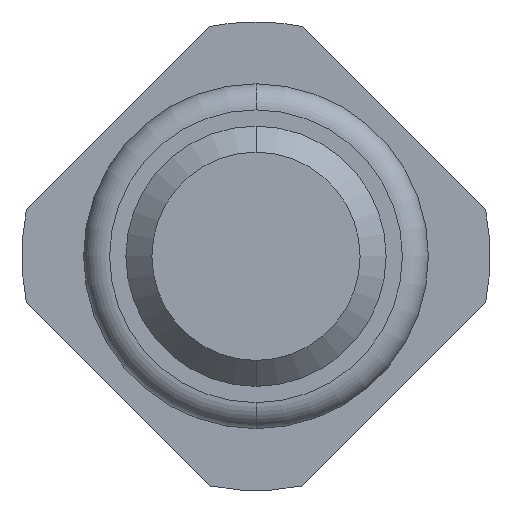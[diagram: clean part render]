
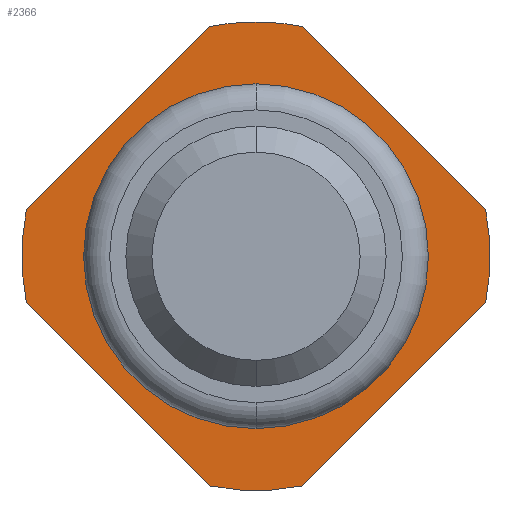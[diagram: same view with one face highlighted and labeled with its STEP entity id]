
A CAD part, front view. The second image highlights one B-rep face of the part: STEP entity #2366.
In plain terms, the highlighted planar face has unit normal (0, -1, 0).
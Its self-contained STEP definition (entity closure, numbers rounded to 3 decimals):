
#22 = FACE_BOUND ( 'NONE', #443, .T. ) ;
#28 = VERTEX_POINT ( 'NONE', #2501 ) ;
#68 = CIRCLE ( 'NONE', #3182, 1.325 ) ;
#179 = DIRECTION ( 'NONE',  ( 0., 0., 1. ) ) ;
#186 = EDGE_CURVE ( 'Defeature ausgef�hrt3_1+Defeature ausgef�hrt3_0+Defeature ausgef�hrt3_18+Defeature ausgef�hrt3_15', #625, #373, #2611, .T. ) ;
#206 = EDGE_CURVE ( 'Defeature ausgef�hrt3_4+Defeature ausgef�hrt3_0+Defeature ausgef�hrt3_15+Defeature ausgef�hrt3_16', #2929, #2357, #1561, .T. ) ;
#264 = AXIS2_PLACEMENT_3D ( 'NONE', #1411, #2825, #3398 ) ;
#273 = CARTESIAN_POINT ( 'NONE',  ( -0.357, -2., -1.764 ) ) ;
#278 = VERTEX_POINT ( 'NONE', #2205 ) ;
#337 = EDGE_CURVE ( 'Defeature ausgef�hrt3_3+Defeature ausgef�hrt3_0+Defeature ausgef�hrt3_16+Defeature ausgef�hrt3_17', #1710, #974, #3007, .T. ) ;
#340 = DIRECTION ( 'NONE',  ( -0.707, 0., 0.707 ) ) ;
#350 = CARTESIAN_POINT ( 'NONE',  ( -0.161, -2., -1.961 ) ) ;
#373 = VERTEX_POINT ( 'NONE', #1295 ) ;
#443 = EDGE_LOOP ( 'NONE', ( #1886, #2881 ) ) ;
#450 = CARTESIAN_POINT ( 'NONE',  ( -0.161, -2., 1.961 ) ) ;
#457 = DIRECTION ( 'NONE',  ( 0., 1., 0. ) ) ;
#552 = DIRECTION ( 'NONE',  ( 0., 1., 0. ) ) ;
#579 = ORIENTED_EDGE ( 'NONE', *, *, #206, .F. ) ;
#625 = VERTEX_POINT ( 'NONE', #2376 ) ;
#645 = DIRECTION ( 'NONE',  ( 0., 0., 1. ) ) ;
#678 = DIRECTION ( 'NONE',  ( 0., 1., 0. ) ) ;
#751 = ORIENTED_EDGE ( 'NONE', *, *, #186, .F. ) ;
#778 = CARTESIAN_POINT ( 'NONE',  ( -1.764, -2., -0.357 ) ) ;
#889 = ORIENTED_EDGE ( 'NONE', *, *, #337, .F. ) ;
#974 = VERTEX_POINT ( 'NONE', #2845 ) ;
#977 = EDGE_CURVE ( 'Defeature ausgef�hrt3_0+Defeature ausgef�hrt3_12+Defeature ausgef�hrt3_12+Defeature ausgef�hrt3_12', #1253, #2151, #1503, .T. ) ;
#997 = CARTESIAN_POINT ( 'NONE',  ( 0., -2., 0. ) ) ;
#1038 = DIRECTION ( 'NONE',  ( 0., 1., 0. ) ) ;
#1093 = CARTESIAN_POINT ( 'NONE',  ( 0.357, -2., -1.764 ) ) ;
#1246 = CARTESIAN_POINT ( 'NONE',  ( 0., -2., 0. ) ) ;
#1253 = VERTEX_POINT ( 'NONE', #3680 ) ;
#1295 = CARTESIAN_POINT ( 'NONE',  ( 1.764, -2., -0.357 ) ) ;
#1321 = DIRECTION ( 'NONE',  ( 0., 0., 1. ) ) ;
#1364 = VECTOR ( 'NONE', #340, 1000. ) ;
#1411 = CARTESIAN_POINT ( 'NONE',  ( 0., -2., 0. ) ) ;
#1430 = CARTESIAN_POINT ( 'NONE',  ( 1.8, -2., 0. ) ) ;
#1443 = DIRECTION ( 'NONE',  ( 0., 0., 1. ) ) ;
#1503 = CIRCLE ( 'NONE', #264, 1.325 ) ;
#1561 = CIRCLE ( 'NONE', #1925, 1.8 ) ;
#1579 = EDGE_CURVE ( 'Defeature ausgef�hrt3_2+Defeature ausgef�hrt3_0+Defeature ausgef�hrt3_17+Defeature ausgef�hrt3_18', #278, #3050, #2358, .T. ) ;
#1588 = CARTESIAN_POINT ( 'NONE',  ( 0., -2., 0. ) ) ;
#1622 = DIRECTION ( 'NONE',  ( 0., 1., 0. ) ) ;
#1638 = EDGE_CURVE ( 'Defeature ausgef�hrt3_17+Defeature ausgef�hrt3_0+Defeature ausgef�hrt3_3+Defeature ausgef�hrt3_2', #974, #28, #3481, .T. ) ;
#1674 = VECTOR ( 'NONE', #2214, 1000. ) ;
#1710 = VERTEX_POINT ( 'NONE', #778 ) ;
#1736 = CARTESIAN_POINT ( 'NONE',  ( 0., -2., 1.325 ) ) ;
#1772 = EDGE_CURVE ( 'Defeature ausgef�hrt3_16+Defeature ausgef�hrt3_0+Defeature ausgef�hrt3_4+Defeature ausgef�hrt3_3', #2357, #1710, #3030, .T. ) ;
#1832 = CARTESIAN_POINT ( 'NONE',  ( 0.357, -2., 1.764 ) ) ;
#1877 = DIRECTION ( 'NONE',  ( 0., 0., 1. ) ) ;
#1886 = ORIENTED_EDGE ( 'NONE', *, *, #3202, .T. ) ;
#1925 = AXIS2_PLACEMENT_3D ( 'NONE', #3621, #1622, #2479 ) ;
#1929 = VECTOR ( 'NONE', #2875, 1000. ) ;
#1992 = ORIENTED_EDGE ( 'NONE', *, *, #1772, .F. ) ;
#1998 = CARTESIAN_POINT ( 'NONE',  ( 0., -2., 0. ) ) ;
#2113 = LINE ( 'NONE', #2460, #2560 ) ;
#2121 = ORIENTED_EDGE ( 'NONE', *, *, #1638, .F. ) ;
#2151 = VERTEX_POINT ( 'NONE', #1736 ) ;
#2184 = DIRECTION ( 'NONE',  ( 0., 1., 0. ) ) ;
#2205 = CARTESIAN_POINT ( 'NONE',  ( 0., -2., 1.8 ) ) ;
#2214 = DIRECTION ( 'NONE',  ( 0.707, 0., 0.707 ) ) ;
#2227 = CARTESIAN_POINT ( 'NONE',  ( 0., -2., 0. ) ) ;
#2245 = LINE ( 'NONE', #2840, #1929 ) ;
#2284 = PLANE ( 'NONE',  #2689 ) ;
#2300 = ORIENTED_EDGE ( 'NONE', *, *, #3043, .F. ) ;
#2351 = EDGE_CURVE ( 'Defeature ausgef�hrt3_18+Defeature ausgef�hrt3_0+Defeature ausgef�hrt3_2+Defeature ausgef�hrt3_1', #3050, #625, #2245, .T. ) ;
#2357 = VERTEX_POINT ( 'NONE', #273 ) ;
#2358 = CIRCLE ( 'NONE', #3157, 1.8 ) ;
#2366 = ADVANCED_FACE ( 'Defeature ausgef�hrt3_0', ( #22, #2700 ), #2284, .F. ) ;
#2376 = CARTESIAN_POINT ( 'NONE',  ( 1.764, -2., 0.357 ) ) ;
#2459 = ORIENTED_EDGE ( 'NONE', *, *, #1579, .F. ) ;
#2460 = CARTESIAN_POINT ( 'NONE',  ( 1.961, -2., -0.161 ) ) ;
#2479 = DIRECTION ( 'NONE',  ( 0., 0., 1. ) ) ;
#2501 = CARTESIAN_POINT ( 'NONE',  ( -0.357, -2., 1.764 ) ) ;
#2532 = DIRECTION ( 'NONE',  ( -0.707, 0., -0.707 ) ) ;
#2560 = VECTOR ( 'NONE', #2532, 1000. ) ;
#2597 = CIRCLE ( 'NONE', #3258, 1.8 ) ;
#2611 = CIRCLE ( 'NONE', #3536, 1.8 ) ;
#2689 = AXIS2_PLACEMENT_3D ( 'NONE', #1430, #552, #3435 ) ;
#2700 = FACE_OUTER_BOUND ( 'NONE', #3502, .T. ) ;
#2825 = DIRECTION ( 'NONE',  ( 0., 1., 0. ) ) ;
#2840 = CARTESIAN_POINT ( 'NONE',  ( 1.961, -2., 0.161 ) ) ;
#2845 = CARTESIAN_POINT ( 'NONE',  ( -1.764, -2., 0.357 ) ) ;
#2875 = DIRECTION ( 'NONE',  ( 0.707, 0., -0.707 ) ) ;
#2881 = ORIENTED_EDGE ( 'NONE', *, *, #977, .T. ) ;
#2897 = AXIS2_PLACEMENT_3D ( 'NONE', #1588, #2184, #1877 ) ;
#2929 = VERTEX_POINT ( 'NONE', #1093 ) ;
#3007 = CIRCLE ( 'NONE', #2897, 1.8 ) ;
#3030 = LINE ( 'NONE', #350, #1364 ) ;
#3043 = EDGE_CURVE ( 'Defeature ausgef�hrt3_2+Defeature ausgef�hrt3_0+Defeature ausgef�hrt3_17+Defeature ausgef�hrt3_18', #28, #278, #2597, .T. ) ;
#3050 = VERTEX_POINT ( 'NONE', #1832 ) ;
#3060 = ORIENTED_EDGE ( 'NONE', *, *, #2351, .F. ) ;
#3157 = AXIS2_PLACEMENT_3D ( 'NONE', #2227, #1038, #1321 ) ;
#3182 = AXIS2_PLACEMENT_3D ( 'NONE', #997, #457, #179 ) ;
#3202 = EDGE_CURVE ( 'Defeature ausgef�hrt3_0+Defeature ausgef�hrt3_12+Defeature ausgef�hrt3_12+Defeature ausgef�hrt3_12', #2151, #1253, #68, .T. ) ;
#3258 = AXIS2_PLACEMENT_3D ( 'NONE', #1246, #678, #645 ) ;
#3373 = ORIENTED_EDGE ( 'NONE', *, *, #3712, .F. ) ;
#3398 = DIRECTION ( 'NONE',  ( 0., 0., 1. ) ) ;
#3435 = DIRECTION ( 'NONE',  ( 0., 0., 1. ) ) ;
#3444 = DIRECTION ( 'NONE',  ( 0., 1., 0. ) ) ;
#3481 = LINE ( 'NONE', #450, #1674 ) ;
#3502 = EDGE_LOOP ( 'NONE', ( #3060, #2459, #2300, #2121, #889, #1992, #579, #3373, #751 ) ) ;
#3536 = AXIS2_PLACEMENT_3D ( 'NONE', #1998, #3444, #1443 ) ;
#3621 = CARTESIAN_POINT ( 'NONE',  ( 0., -2., 0. ) ) ;
#3680 = CARTESIAN_POINT ( 'NONE',  ( 0., -2., -1.325 ) ) ;
#3712 = EDGE_CURVE ( 'Defeature ausgef�hrt3_15+Defeature ausgef�hrt3_0+Defeature ausgef�hrt3_1+Defeature ausgef�hrt3_4', #373, #2929, #2113, .T. ) ;
